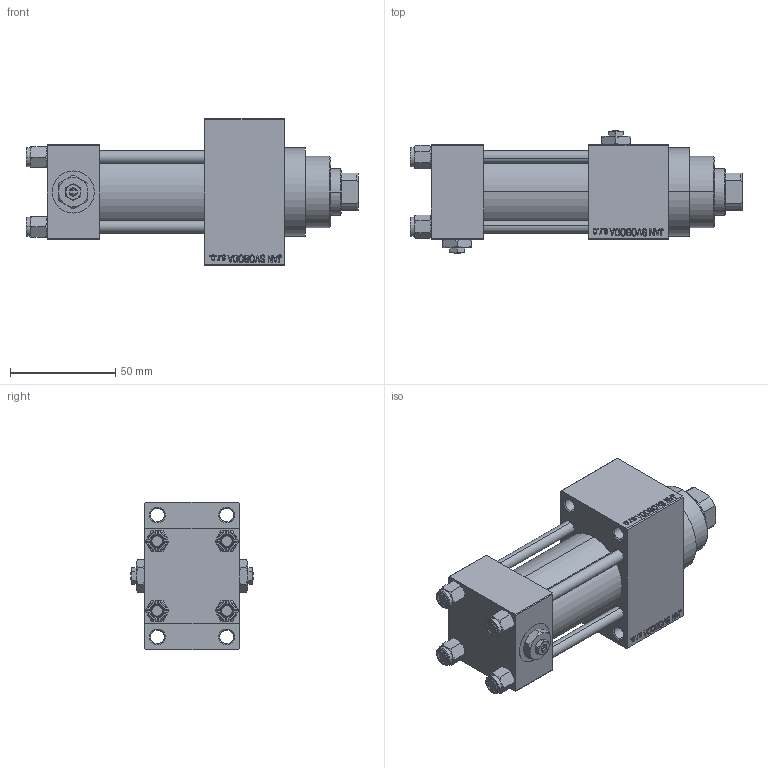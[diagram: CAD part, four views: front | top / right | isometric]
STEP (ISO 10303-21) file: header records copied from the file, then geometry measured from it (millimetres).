
FILE_DESCRIPTION (( 'STEP AP203' ), '1' );
FILE_NAME ('c630.STEP', '2022-04-15T07:22:35', ( '' ), ( '' ), 'SwSTEP 2.0', 'SolidWorks 2019', '' );
FILE_SCHEMA (( 'CONFIG_CONTROL_DESIGN' ));
Length unit declared in the file: millimetre
Products named in the file (7): V215_VC_A 14efeea946188d0f0f1928fb2179ab61; V215CR_D_TYCINKA 14efeea946188d0f0f1928fb2179ab61; V215CR_D_Body 14efeea946188d0f0f1928fb2179ab61; V215CR_VCP_D 14efeea946188d0f0f1928fb2179ab61; NUT_M5_D 14efeea946188d0f0f1928fb2179ab61; c630; Zatka_pro_OIL_PORT 14efeea946188d0f0f1928fb2179ab61
Assembly tree (13 placements, depth 2):
  c630
    V215CR_D_Body 14efeea946188d0f0f1928fb2179ab61
    V215CR_VCP_D 14efeea946188d0f0f1928fb2179ab61
    NUT_M5_D 14efeea946188d0f0f1928fb2179ab61  x4
    V215CR_D_TYCINKA 14efeea946188d0f0f1928fb2179ab61  x4
    V215_VC_A 14efeea946188d0f0f1928fb2179ab61
    Zatka_pro_OIL_PORT 14efeea946188d0f0f1928fb2179ab61  x2
Bounding box: 158 x 59 x 70 mm (x, y, z)
Volume: 246145.6 mm3; surface area: 80557.2 mm2
Topology: 13 solids, 13 shells, 1189 faces, 2940 edges, 1893 vertices
Faces by surface type: plane 540, bspline 368, cone 184, cylinder 89, torus 8
Entity records: 48651 total; most frequent: CARTESIAN_POINT 25491, ORIENTED_EDGE 5180, DIRECTION 3362, EDGE_CURVE 2590, VERTEX_POINT 1691, VECTOR 1538, LINE 1538, EDGE_LOOP 1161
